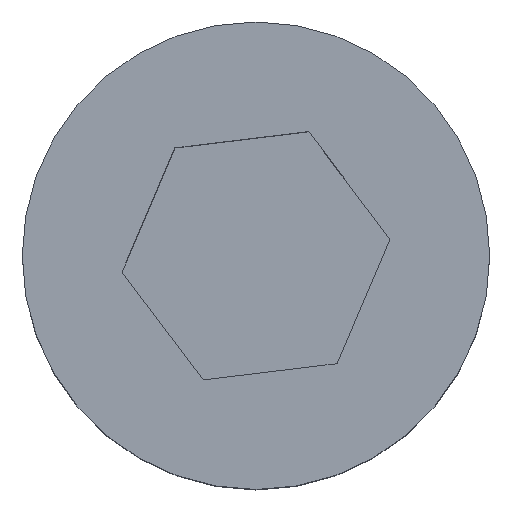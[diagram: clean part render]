
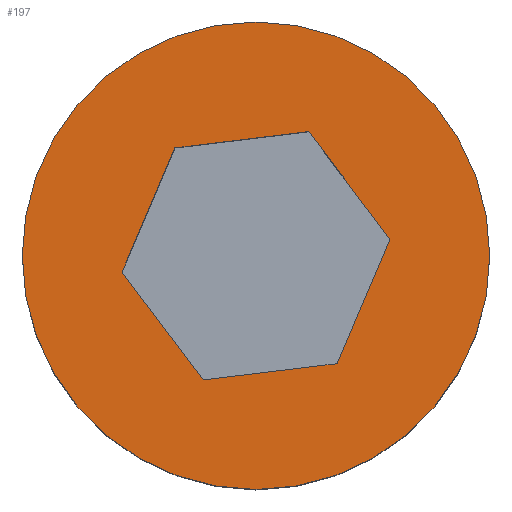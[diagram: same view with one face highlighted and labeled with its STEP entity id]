
A CAD part, top view. The second image highlights one B-rep face of the part: STEP entity #197.
In plain terms, the highlighted planar face has unit normal (0, 0, 1).
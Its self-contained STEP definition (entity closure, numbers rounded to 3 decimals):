
#15=FACE_BOUND('',#46,.T.);
#19=CIRCLE('',#225,5.);
#33=FACE_OUTER_BOUND('',#45,.T.);
#45=EDGE_LOOP('',(#168));
#46=EDGE_LOOP('',(#169,#170,#171,#172,#173,#174));
#49=LINE('',#287,#69);
#53=LINE('',#295,#73);
#56=LINE('',#301,#76);
#59=LINE('',#307,#79);
#62=LINE('',#313,#82);
#65=LINE('',#318,#85);
#69=VECTOR('',#233,10.);
#73=VECTOR('',#239,10.);
#76=VECTOR('',#244,10.);
#79=VECTOR('',#249,10.);
#82=VECTOR('',#254,10.);
#85=VECTOR('',#259,10.);
#89=VERTEX_POINT('',#285);
#90=VERTEX_POINT('',#286);
#93=VERTEX_POINT('',#294);
#95=VERTEX_POINT('',#300);
#97=VERTEX_POINT('',#306);
#99=VERTEX_POINT('',#312);
#103=VERTEX_POINT('',#329);
#105=EDGE_CURVE('',#89,#90,#49,.T.);
#109=EDGE_CURVE('',#93,#89,#53,.T.);
#112=EDGE_CURVE('',#95,#93,#56,.T.);
#115=EDGE_CURVE('',#97,#95,#59,.T.);
#118=EDGE_CURVE('',#99,#97,#62,.T.);
#121=EDGE_CURVE('',#90,#99,#65,.T.);
#126=EDGE_CURVE('',#103,#103,#19,.T.);
#168=ORIENTED_EDGE('',*,*,#126,.T.);
#169=ORIENTED_EDGE('',*,*,#105,.T.);
#170=ORIENTED_EDGE('',*,*,#121,.T.);
#171=ORIENTED_EDGE('',*,*,#118,.T.);
#172=ORIENTED_EDGE('',*,*,#115,.T.);
#173=ORIENTED_EDGE('',*,*,#112,.T.);
#174=ORIENTED_EDGE('',*,*,#109,.T.);
#185=PLANE('',#227);
#197=ADVANCED_FACE('',(#33,#15),#185,.T.);
#225=AXIS2_PLACEMENT_3D('',#330,#274,#275);
#227=AXIS2_PLACEMENT_3D('',#334,#279,#280);
#233=DIRECTION('',(-0.993,-0.12,0.));
#239=DIRECTION('',(-0.392,-0.92,0.));
#244=DIRECTION('',(0.601,-0.799,0.));
#249=DIRECTION('',(0.993,0.12,0.));
#254=DIRECTION('',(0.392,0.92,0.));
#259=DIRECTION('',(-0.601,0.799,0.));
#274=DIRECTION('center_axis',(0.,0.,
1.));
#275=DIRECTION('ref_axis',(1.,0.,0.));
#279=DIRECTION('center_axis',(0.,0.,
1.));
#280=DIRECTION('ref_axis',(1.,0.,0.));
#285=CARTESIAN_POINT('',(-135.281,-151.034,142.408));
#286=CARTESIAN_POINT('',(-138.147,-151.382,142.408));
#287=CARTESIAN_POINT('',(-135.997,-151.121,142.408));
#294=CARTESIAN_POINT('',(-134.149,-148.379,142.408));
#295=CARTESIAN_POINT('',(-134.432,-149.043,142.408));
#300=CARTESIAN_POINT('',(-135.883,-146.071,142.408));
#301=CARTESIAN_POINT('',(-135.45,-146.648,142.408));
#306=CARTESIAN_POINT('',(-138.749,-146.419,142.408));
#307=CARTESIAN_POINT('',(-138.032,-146.332,142.408));
#312=CARTESIAN_POINT('',(-139.881,-149.074,142.408));
#313=CARTESIAN_POINT('',(-139.598,-148.41,142.408));
#318=CARTESIAN_POINT('',(-138.58,-150.805,142.408));
#329=CARTESIAN_POINT('',(-142.015,-148.727,142.408));
#330=CARTESIAN_POINT('Origin',(-137.015,-148.727,142.408));
#334=CARTESIAN_POINT('Origin',(-137.015,-148.727,142.408));
